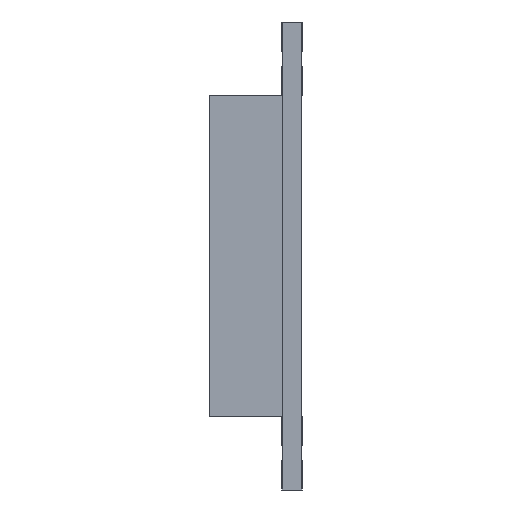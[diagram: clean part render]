
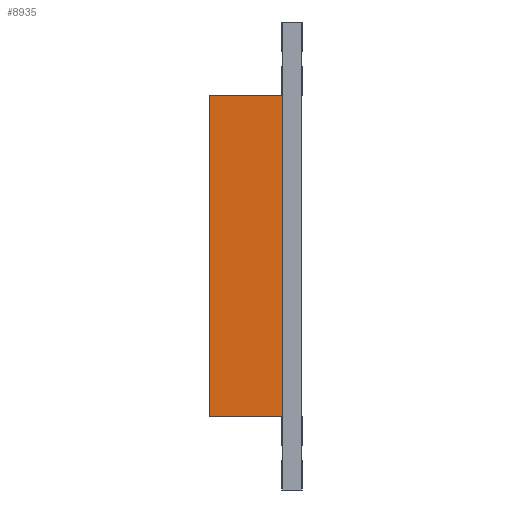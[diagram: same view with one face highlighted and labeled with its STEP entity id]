
A CAD part, left-side view. The second image highlights one B-rep face of the part: STEP entity #8935.
In plain terms, the highlighted planar face has unit normal (-1, 0, 0).
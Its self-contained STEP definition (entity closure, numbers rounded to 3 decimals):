
#1958 = EDGE_CURVE ( 'NONE', #7297, #7250, #11843, .T. ) ;
#2045 = EDGE_CURVE ( 'NONE', #7458, #7297, #12104, .T. ) ;
#2047 = EDGE_CURVE ( 'NONE', #7435, #7250, #12110, .T. ) ;
#2061 = EDGE_CURVE ( 'NONE', #7458, #7435, #12152, .T. ) ;
#2642 = ORIENTED_EDGE ( 'NONE', *, *, #1958, .F. ) ;
#2643 = ORIENTED_EDGE ( 'NONE', *, *, #2045, .F. ) ;
#2644 = ORIENTED_EDGE ( 'NONE', *, *, #2061, .T. ) ;
#2646 = ORIENTED_EDGE ( 'NONE', *, *, #2047, .T. ) ;
#6682 = EDGE_LOOP ( 'NONE', ( #2642, #2643, #2644, #2646 ) ) ;
#7250 = VERTEX_POINT ( 'NONE', #18103 ) ;
#7297 = VERTEX_POINT ( 'NONE', #18150 ) ;
#7435 = VERTEX_POINT ( 'NONE', #18288 ) ;
#7458 = VERTEX_POINT ( 'NONE', #18311 ) ;
#8935 = ADVANCED_FACE ( 'NONE', ( #20908 ), #21741, .T. ) ;
#11843 = LINE ( 'NONE', #11844, #12677 ) ;
#11844 = CARTESIAN_POINT ( 'NONE',  ( -9.4, 0., 0. ) ) ;
#11845 = DIRECTION ( 'NONE',  ( 0., 0., 1. ) ) ;
#12104 = LINE ( 'NONE', #12105, #12776 ) ;
#12105 = CARTESIAN_POINT ( 'NONE',  ( -9.4, -2.95, -6.5 ) ) ;
#12106 = DIRECTION ( 'NONE',  ( 0., 1., 0. ) ) ;
#12110 = LINE ( 'NONE', #12111, #12778 ) ;
#12111 = CARTESIAN_POINT ( 'NONE',  ( -9.4, -2.95, 6.5 ) ) ;
#12112 = DIRECTION ( 'NONE',  ( 0., 1., 0. ) ) ;
#12152 = LINE ( 'NONE', #12153, #12792 ) ;
#12153 = CARTESIAN_POINT ( 'NONE',  ( -9.4, -2.95, 0. ) ) ;
#12154 = DIRECTION ( 'NONE',  ( 0., 0., 1. ) ) ;
#12677 = VECTOR ( 'NONE', #11845, 1000. ) ;
#12776 = VECTOR ( 'NONE', #12106, 1000. ) ;
#12778 = VECTOR ( 'NONE', #12112, 1000. ) ;
#12792 = VECTOR ( 'NONE', #12154, 1000. ) ;
#18103 = CARTESIAN_POINT ( 'NONE',  ( -9.4, 0., 6.5 ) ) ;
#18150 = CARTESIAN_POINT ( 'NONE',  ( -9.4, 0., -6.5 ) ) ;
#18288 = CARTESIAN_POINT ( 'NONE',  ( -9.4, -2.95, 6.5 ) ) ;
#18311 = CARTESIAN_POINT ( 'NONE',  ( -9.4, -2.95, -6.5 ) ) ;
#20908 = FACE_OUTER_BOUND ( 'NONE', #6682, .T. ) ;
#20914 = AXIS2_PLACEMENT_3D ( 'NONE', #21742, #21743, #21744 ) ;
#21741 = PLANE ( 'NONE',  #20914 ) ;
#21742 = CARTESIAN_POINT ( 'NONE',  ( -9.4, -2.95, 0. ) ) ;
#21743 = DIRECTION ( 'NONE',  ( -1., 0., 0. ) ) ;
#21744 = DIRECTION ( 'NONE',  ( 0., 0., 1. ) ) ;
